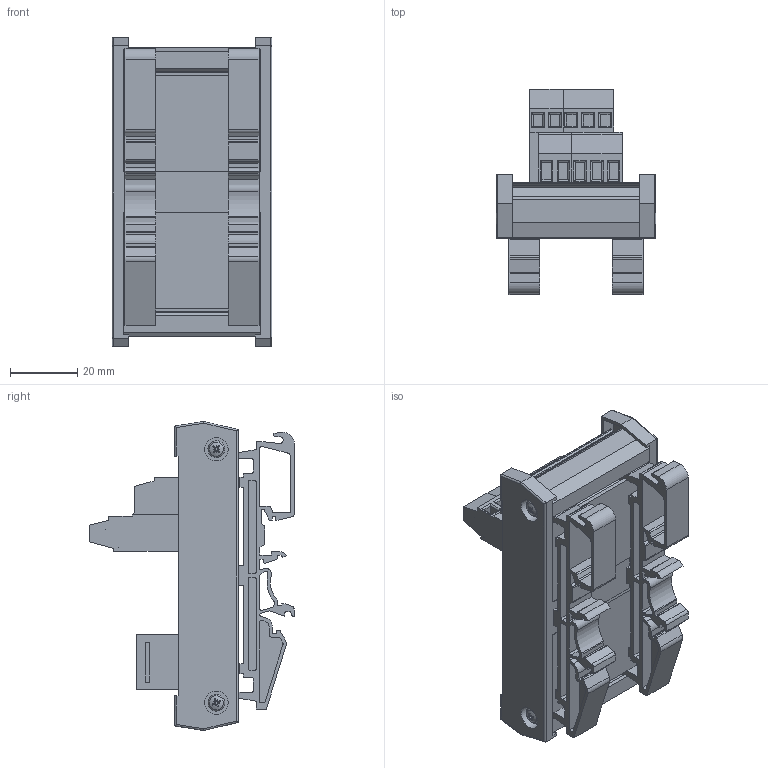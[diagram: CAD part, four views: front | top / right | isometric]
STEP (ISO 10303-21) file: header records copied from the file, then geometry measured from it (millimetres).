
FILE_DESCRIPTION((''),'2;1');
FILE_NAME('5718.3.stp','2014-07-10T09:22:53',('roland'),(''),'Autodesk Inventor 2013','Autodesk Inventor 2013','');
FILE_SCHEMA(('CONFIG_CONTROL_DESIGN'));
Length unit declared in the file: millimetre
Products named in the file (9): 8P8C; BASE PLATE; 8p8c; 3 GREEN updated; 2 GREEN updated; CASE; BASE SIDE; BASE LEGS; BS EN ISO 7045 Z - Metric M2.5 x 10 - 4.8 - Z
Assembly tree (13 placements, depth 2):
  8P8C
    BASE PLATE
    8p8c
    3 GREEN updated
    2 GREEN updated
    CASE
    BASE SIDE  x2
    BASE LEGS  x2
    BS EN ISO 7045 Z - Metric M2.5 x 10 - 4.8 - Z  x4
Bounding box: 47.6 x 61.19 x 91.98 mm (x, y, z)
Volume: 43165.2 mm3; surface area: 52900.9 mm2
Topology: 13 solids, 13 shells, 1355 faces, 3447 edges, 2266 vertices
Faces by surface type: plane 801, cylinder 456, cone 64, torus 20, sphere 14
Full cylindrical faces by diameter (mm): 0.5 x50, 1 x14, 1.25 x10, 2 x95, 2.256 x4, 2.5 x14, 3.2 x4, 4 x10, 7 x4, 9 x4
Entity records: 28408 total; most frequent: CARTESIAN_POINT 5041, DIRECTION 4842, ORIENTED_EDGE 4316, EDGE_CURVE 2158, AXIS2_PLACEMENT_3D 1741, VERTEX_POINT 1552, EDGE_LOOP 1482, VECTOR 1360
